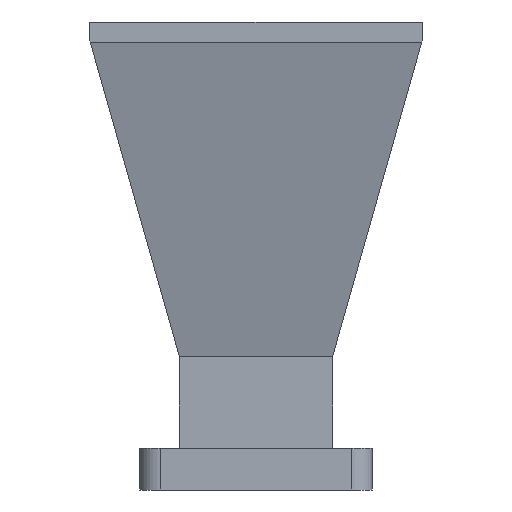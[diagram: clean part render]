
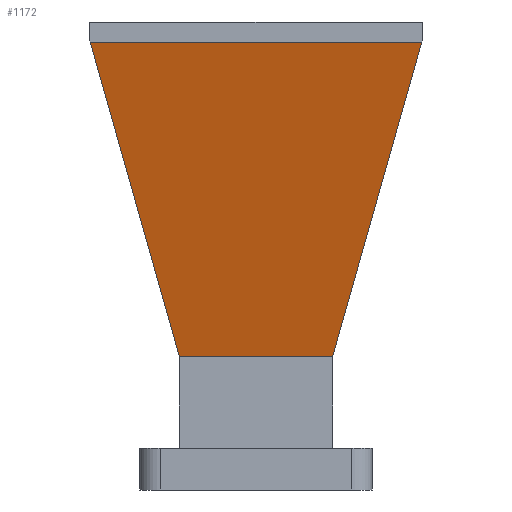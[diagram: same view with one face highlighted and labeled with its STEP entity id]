
A CAD part, left-side view. The second image highlights one B-rep face of the part: STEP entity #1172.
In plain terms, the highlighted planar face has unit normal (-0.968, 0, -0.249).
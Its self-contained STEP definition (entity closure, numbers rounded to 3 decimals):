
#15 = FACE_OUTER_BOUND ( 'NONE', #870, .T. ) ;
#17 = EDGE_CURVE ( 'NONE', #1010, #948, #395, .T. ) ;
#82 = DIRECTION ( 'NONE',  ( 0., -1., 0. ) ) ;
#91 = AXIS2_PLACEMENT_3D ( 'NONE', #955, #847, #121 ) ;
#102 = CARTESIAN_POINT ( 'NONE',  ( -4.182, 7.366, 49.836 ) ) ;
#118 = PLANE ( 'NONE',  #91 ) ;
#121 = DIRECTION ( 'NONE',  ( -0.249, 0., 0.968 ) ) ;
#132 = CARTESIAN_POINT ( 'NONE',  ( -11.967, 15.93, 80.063 ) ) ;
#231 = EDGE_CURVE ( 'NONE', #948, #921, #445, .T. ) ;
#255 = EDGE_CURVE ( 'NONE', #921, #856, #940, .T. ) ;
#267 = CARTESIAN_POINT ( 'NONE',  ( -11.967, 15.93, 80.063 ) ) ;
#380 = ORIENTED_EDGE ( 'NONE', *, *, #255, .T. ) ;
#395 = LINE ( 'NONE', #803, #1055 ) ;
#439 = EDGE_CURVE ( 'NONE', #856, #1010, #662, .T. ) ;
#440 = DIRECTION ( 'NONE',  ( 0.241, -0.265, -0.934 ) ) ;
#445 = LINE ( 'NONE', #1166, #1073 ) ;
#570 = ORIENTED_EDGE ( 'NONE', *, *, #17, .T. ) ;
#638 = DIRECTION ( 'NONE',  ( 0., 1., 0. ) ) ;
#662 = LINE ( 'NONE', #132, #752 ) ;
#752 = VECTOR ( 'NONE', #440, 1000. ) ;
#790 = ORIENTED_EDGE ( 'NONE', *, *, #439, .T. ) ;
#803 = CARTESIAN_POINT ( 'NONE',  ( -4.182, 0., 49.836 ) ) ;
#847 = DIRECTION ( 'NONE',  ( -0.968, 0., -0.249 ) ) ;
#856 = VERTEX_POINT ( 'NONE', #267 ) ;
#858 = CARTESIAN_POINT ( 'NONE',  ( -11.967, 0., 80.063 ) ) ;
#870 = EDGE_LOOP ( 'NONE', ( #380, #790, #570, #1205 ) ) ;
#879 = VECTOR ( 'NONE', #638, 1000. ) ;
#921 = VERTEX_POINT ( 'NONE', #998 ) ;
#940 = LINE ( 'NONE', #858, #879 ) ;
#945 = DIRECTION ( 'NONE',  ( -0.241, -0.265, 0.934 ) ) ;
#948 = VERTEX_POINT ( 'NONE', #1031 ) ;
#955 = CARTESIAN_POINT ( 'NONE',  ( -8.217, 0., 65.503 ) ) ;
#998 = CARTESIAN_POINT ( 'NONE',  ( -11.967, -15.93, 80.063 ) ) ;
#1010 = VERTEX_POINT ( 'NONE', #102 ) ;
#1031 = CARTESIAN_POINT ( 'NONE',  ( -4.182, -7.366, 49.836 ) ) ;
#1055 = VECTOR ( 'NONE', #82, 1000. ) ;
#1073 = VECTOR ( 'NONE', #945, 1000. ) ;
#1166 = CARTESIAN_POINT ( 'NONE',  ( -4.182, -7.366, 49.836 ) ) ;
#1172 = ADVANCED_FACE ( 'NONE', ( #15 ), #118, .T. ) ;
#1205 = ORIENTED_EDGE ( 'NONE', *, *, #231, .T. ) ;
